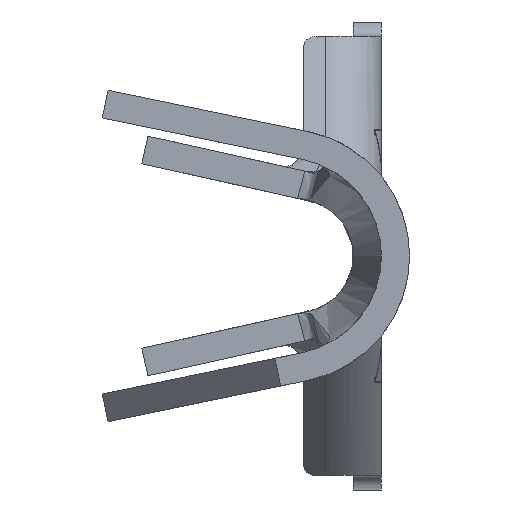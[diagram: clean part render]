
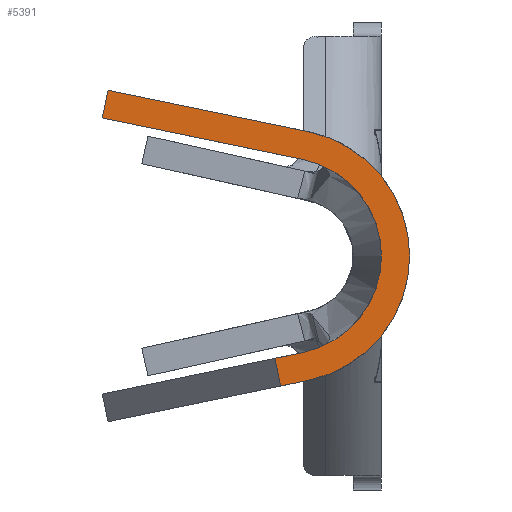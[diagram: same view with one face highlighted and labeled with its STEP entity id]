
A CAD part, left-side view. The second image highlights one B-rep face of the part: STEP entity #5391.
In plain terms, the highlighted planar face has unit normal (-1, 0, 0).
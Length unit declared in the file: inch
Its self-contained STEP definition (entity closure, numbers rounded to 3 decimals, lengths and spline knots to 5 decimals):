
#131 = CIRCLE ( 'NONE', #3710, 0.09 ) ;
#259 = CARTESIAN_POINT ( 'NONE',  ( -0.627, 0.07558, -0.07263 ) ) ;
#332 = ORIENTED_EDGE ( 'NONE', *, *, #2598, .T. ) ;
#366 = VECTOR ( 'NONE', #4929, 39.37008 ) ;
#628 = LINE ( 'NONE', #3163, #2631 ) ;
#659 = VECTOR ( 'NONE', #1138, 39.37008 ) ;
#699 = VERTEX_POINT ( 'NONE', #2790 ) ;
#752 = CARTESIAN_POINT ( 'NONE',  ( -0.627, 0.07, 0. ) ) ;
#1022 = EDGE_LOOP ( 'NONE', ( #7473, #5015, #1589, #4314, #5315, #332, #7063, #4405 ) ) ;
#1138 = DIRECTION ( 'NONE',  ( 0., -0.979, -0.202 ) ) ;
#1476 = LINE ( 'NONE', #4029, #6907 ) ;
#1589 = ORIENTED_EDGE ( 'NONE', *, *, #3095, .T. ) ;
#1603 = CARTESIAN_POINT ( 'NONE',  ( -0.627, 0.0518, -0.08814 ) ) ;
#1634 = EDGE_CURVE ( 'NONE', #699, #4776, #8126, .T. ) ;
#2029 = DIRECTION ( 'NONE',  ( 0., -0.979, 0.202 ) ) ;
#2348 = CIRCLE ( 'NONE', #5956, 0.07 ) ;
#2377 = CARTESIAN_POINT ( 'NONE',  ( -0.627, 0.198, 0.09791 ) ) ;
#2413 = VERTEX_POINT ( 'NONE', #7297 ) ;
#2471 = DIRECTION ( 'NONE',  ( -1., 0., 0. ) ) ;
#2598 = EDGE_CURVE ( 'NONE', #4776, #7372, #4313, .T. ) ;
#2631 = VECTOR ( 'NONE', #5728, 39.37008 ) ;
#2790 = CARTESIAN_POINT ( 'NONE',  ( -0.627, 0.19395, 0.1175 ) ) ;
#2793 = DIRECTION ( 'NONE',  ( 0., -0.202, -0.979 ) ) ;
#2828 = VERTEX_POINT ( 'NONE', #3415 ) ;
#2933 = CARTESIAN_POINT ( 'NONE',  ( -0.627, 0.05584, -0.06855 ) ) ;
#3088 = FACE_OUTER_BOUND ( 'NONE', #1022, .T. ) ;
#3095 = EDGE_CURVE ( 'NONE', #6777, #2413, #131, .T. ) ;
#3142 = DIRECTION ( 'NONE',  ( 1., 0., 0. ) ) ;
#3163 = CARTESIAN_POINT ( 'NONE',  ( -0.627, 0.0518, 0.08814 ) ) ;
#3278 = VECTOR ( 'NONE', #2029, 39.37008 ) ;
#3284 = DIRECTION ( 'NONE',  ( -1., 0., 0. ) ) ;
#3415 = CARTESIAN_POINT ( 'NONE',  ( -0.627, 0.07154, -0.09222 ) ) ;
#3458 = VERTEX_POINT ( 'NONE', #6564 ) ;
#3710 = AXIS2_PLACEMENT_3D ( 'NONE', #752, #3284, #5851 ) ;
#4029 = CARTESIAN_POINT ( 'NONE',  ( -0.627, 0.05584, -0.06855 ) ) ;
#4313 = LINE ( 'NONE', #6881, #659 ) ;
#4314 = ORIENTED_EDGE ( 'NONE', *, *, #5665, .T. ) ;
#4405 = ORIENTED_EDGE ( 'NONE', *, *, #7119, .T. ) ;
#4598 = VECTOR ( 'NONE', #2793, 39.37008 ) ;
#4776 = VERTEX_POINT ( 'NONE', #6559 ) ;
#4929 = DIRECTION ( 'NONE',  ( 0., 0.202, -0.979 ) ) ;
#5015 = ORIENTED_EDGE ( 'NONE', *, *, #6286, .T. ) ;
#5021 = DIRECTION ( 'NONE',  ( 0., 0., 1. ) ) ;
#5035 = CARTESIAN_POINT ( 'NONE',  ( -0.627, 0.07, 0. ) ) ;
#5216 = LINE ( 'NONE', #7787, #3278 ) ;
#5235 = CARTESIAN_POINT ( 'NONE',  ( -0.627, 0.05584, 0.06855 ) ) ;
#5315 = ORIENTED_EDGE ( 'NONE', *, *, #1634, .T. ) ;
#5391 = ADVANCED_FACE ( 'NONE', ( #3088 ), #5649, .T. ) ;
#5649 = PLANE ( 'NONE',  #7592 ) ;
#5665 = EDGE_CURVE ( 'NONE', #2413, #699, #628, .T. ) ;
#5706 = DIRECTION ( 'NONE',  ( 0., 0., 1. ) ) ;
#5728 = DIRECTION ( 'NONE',  ( 0., 0.979, 0.202 ) ) ;
#5851 = DIRECTION ( 'NONE',  ( 0., 0., 1. ) ) ;
#5956 = AXIS2_PLACEMENT_3D ( 'NONE', #5035, #3142, #5706 ) ;
#5981 = LINE ( 'NONE', #259, #4598 ) ;
#6286 = EDGE_CURVE ( 'NONE', #2828, #6777, #5216, .T. ) ;
#6492 = VERTEX_POINT ( 'NONE', #2933 ) ;
#6559 = CARTESIAN_POINT ( 'NONE',  ( -0.627, 0.198, 0.09791 ) ) ;
#6564 = CARTESIAN_POINT ( 'NONE',  ( -0.627, 0.07558, -0.07263 ) ) ;
#6588 = DIRECTION ( 'NONE',  ( 0., 0.979, -0.202 ) ) ;
#6606 = EDGE_CURVE ( 'NONE', #7372, #6492, #2348, .T. ) ;
#6777 = VERTEX_POINT ( 'NONE', #1603 ) ;
#6881 = CARTESIAN_POINT ( 'NONE',  ( -0.627, 0.05584, 0.06855 ) ) ;
#6907 = VECTOR ( 'NONE', #6588, 39.37008 ) ;
#7063 = ORIENTED_EDGE ( 'NONE', *, *, #6606, .T. ) ;
#7119 = EDGE_CURVE ( 'NONE', #6492, #3458, #1476, .T. ) ;
#7297 = CARTESIAN_POINT ( 'NONE',  ( -0.627, 0.0518, 0.08814 ) ) ;
#7372 = VERTEX_POINT ( 'NONE', #5235 ) ;
#7473 = ORIENTED_EDGE ( 'NONE', *, *, #7484, .T. ) ;
#7484 = EDGE_CURVE ( 'NONE', #3458, #2828, #5981, .T. ) ;
#7592 = AXIS2_PLACEMENT_3D ( 'NONE', #8219, #2471, #5021 ) ;
#7787 = CARTESIAN_POINT ( 'NONE',  ( -0.627, 0.0518, -0.08814 ) ) ;
#8126 = LINE ( 'NONE', #2377, #366 ) ;
#8219 = CARTESIAN_POINT ( 'NONE',  ( -0.627, 0.07, 0. ) ) ;
